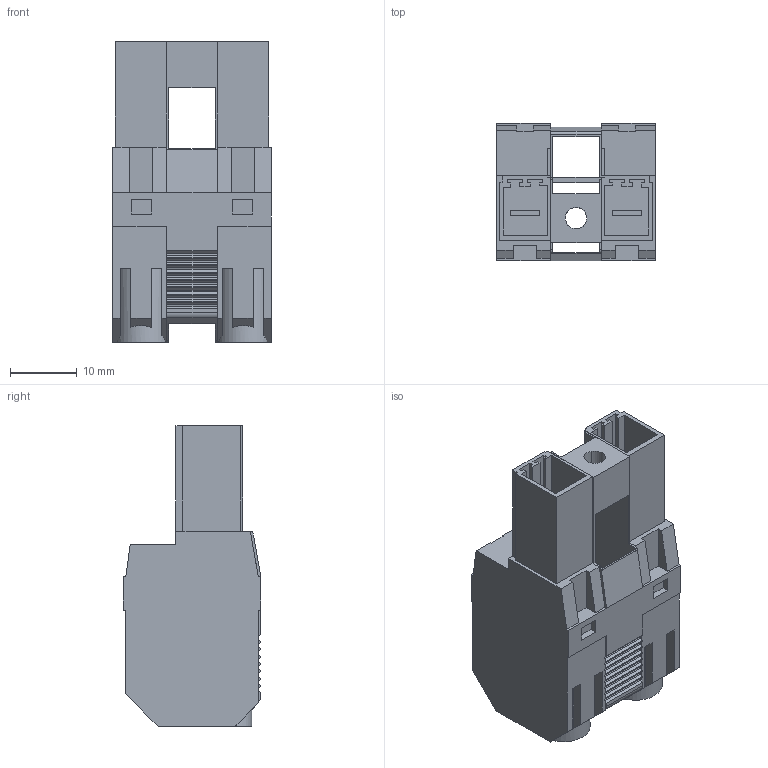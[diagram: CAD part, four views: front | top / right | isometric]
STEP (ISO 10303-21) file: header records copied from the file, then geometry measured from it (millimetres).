
FILE_DESCRIPTION(('CATIA V5 STEP Exchange','CAx-IF Rec.Pracs.--- Model Styling and Organization---1.4--- 2014-01-23'),'2;1');
FILE_NAME ('D1447977_1_1061110000_1061110000.stp','2022-10-14T09:31:10+00:00',('none'),('Weidmueller'),'CATIA Version 5-6 Release 2016 SP3 HF44','CATIA V5 STEP AP214','none');
FILE_SCHEMA(('AUTOMOTIVE_DESIGN { 1 0 10303 214 1 1 1 1 }'));
Length unit declared in the file: millimetre
Products named in the file (1): 1061110000
Bounding box: 23.76 x 20.6 x 45.01 mm (x, y, z)
Volume: 9109 mm3; surface area: 8245.5 mm2
Topology: 4 solids, 4 shells, 390 faces, 1082 edges, 706 vertices
Faces by surface type: plane 340, cylinder 50
Entity records: 11568 total; most frequent: ORIENTED_EDGE 2164, CARTESIAN_POINT 2136, DIRECTION 1574, EDGE_CURVE 1082, VECTOR 970, LINE 970, VERTEX_POINT 706, EDGE_LOOP 408
